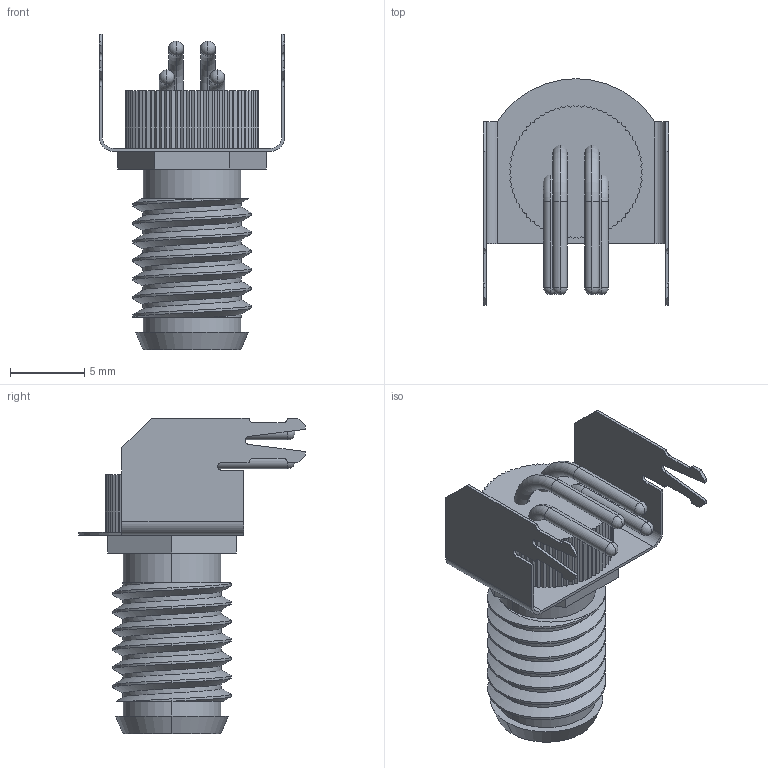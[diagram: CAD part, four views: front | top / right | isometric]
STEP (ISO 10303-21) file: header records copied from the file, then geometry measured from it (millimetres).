
FILE_DESCRIPTION (( 'STEP AP214' ), '1' );
FILE_NAME ('M8Connector.STEP', '2021-02-10T16:28:27', ( '' ), ( '' ), 'SwSTEP 2.0', 'SolidWorks 2019', '' );
FILE_SCHEMA (( 'AUTOMOTIVE_DESIGN' ));
Length unit declared in the file: millimetre
Products named in the file (1): M8Connector
Bounding box: 12.5 x 15.3 x 21.3 mm (x, y, z)
Volume: 893.7 mm3; surface area: 1595.8 mm2
Topology: 8 solids, 8 shells, 272 faces, 758 edges, 497 vertices
Faces by surface type: plane 200, cylinder 51, torus 8, sphere 8, bspline 3, cone 2
Entity records: 9778 total; most frequent: CARTESIAN_POINT 2802, ORIENTED_EDGE 1484, DIRECTION 1351, EDGE_CURVE 742, LINE 603, VECTOR 603, VERTEX_POINT 489, AXIS2_PLACEMENT_3D 374
